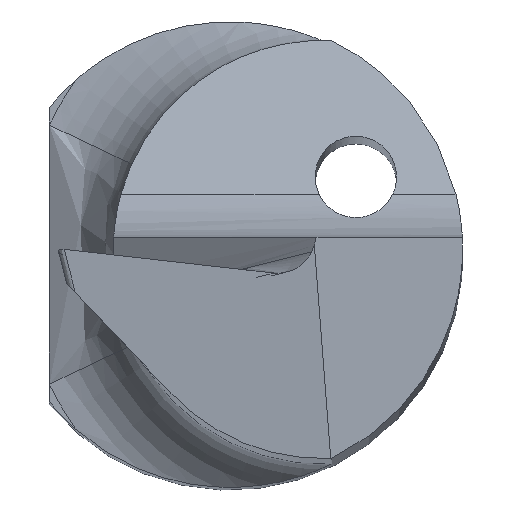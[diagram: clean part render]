
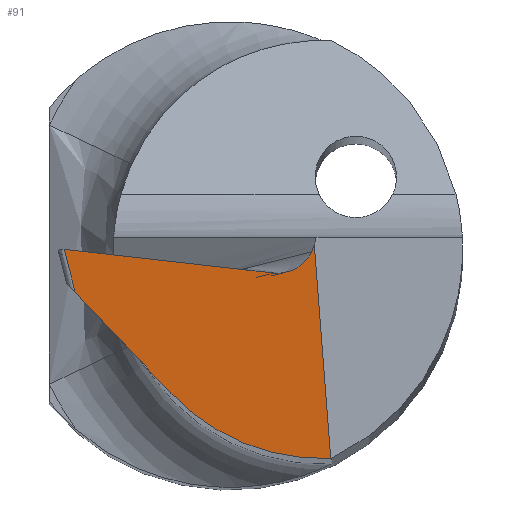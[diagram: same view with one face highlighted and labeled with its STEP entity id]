
A CAD part, top view. The second image highlights one B-rep face of the part: STEP entity #91.
In plain terms, the highlighted planar face has unit normal (0.122, -0.139, 0.983).
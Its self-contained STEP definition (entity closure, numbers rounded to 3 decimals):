
#6 = LINE ( 'NONE', #159, #750 ) ;
#11 = CARTESIAN_POINT ( 'NONE',  ( 0.677, -0.086, 41.727 ) ) ;
#13 = VERTEX_POINT ( 'NONE', #878 ) ;
#15 = VECTOR ( 'NONE', #248, 1000. ) ;
#27 = EDGE_LOOP ( 'NONE', ( #381, #228, #697, #752, #757, #33, #392 ) ) ;
#33 = ORIENTED_EDGE ( 'NONE', *, *, #164, .T. ) ;
#57 = PLANE ( 'NONE',  #230 ) ;
#82 = CARTESIAN_POINT ( 'NONE',  ( 0.38, -0.207, 41.747 ) ) ;
#87 = VERTEX_POINT ( 'NONE', #353 ) ;
#91 = ADVANCED_FACE ( 'NONE', ( #893 ), #57, .T. ) ;
#95 = VERTEX_POINT ( 'NONE', #136 ) ;
#110 = VECTOR ( 'NONE', #753, 1000. ) ;
#129 = CARTESIAN_POINT ( 'NONE',  ( 0.71, -0.005, 41.734 ) ) ;
#136 = CARTESIAN_POINT ( 'NONE',  ( 0.702, -0.024, 41.732 ) ) ;
#159 = CARTESIAN_POINT ( 'NONE',  ( -1.461, -0.233, 41.972 ) ) ;
#164 = EDGE_CURVE ( 'NONE', #826, #674, #819, .T. ) ;
#214 = CARTESIAN_POINT ( 'NONE',  ( -1.505, 0.1, 42.025 ) ) ;
#224 = EDGE_CURVE ( 'NONE', #748, #308, #629, .T. ) ;
#228 = ORIENTED_EDGE ( 'NONE', *, *, #378, .T. ) ;
#230 = AXIS2_PLACEMENT_3D ( 'NONE', #214, #654, #515 ) ;
#248 = DIRECTION ( 'NONE',  ( -0.243, 0.956, 0.166 ) ) ;
#269 = CARTESIAN_POINT ( 'NONE',  ( 0.38, -0.207, 41.747 ) ) ;
#270 = CARTESIAN_POINT ( 'NONE',  ( 0.867, -1.799, 41.461 ) ) ;
#277 = CARTESIAN_POINT ( 'NONE',  ( -0.144, -1.62, 41.612 ) ) ;
#305 = CARTESIAN_POINT ( 'NONE',  ( 0.445, -0.214, 41.738 ) ) ;
#307 = CARTESIAN_POINT ( 'NONE',  ( -50.758, 5.567, 48.936 ) ) ;
#308 = VERTEX_POINT ( 'NONE', #333 ) ;
#333 = CARTESIAN_POINT ( 'NONE',  ( 0.867, -1.799, 41.461 ) ) ;
#353 = CARTESIAN_POINT ( 'NONE',  ( -0.506, -1.239, 41.711 ) ) ;
#358 = CARTESIAN_POINT ( 'NONE',  ( 0.702, -0.024, 41.732 ) ) ;
#378 = EDGE_CURVE ( 'NONE', #87, #308, #520, .T. ) ;
#381 = ORIENTED_EDGE ( 'NONE', *, *, #553, .T. ) ;
#392 = ORIENTED_EDGE ( 'NONE', *, *, #618, .F. ) ;
#416 = CARTESIAN_POINT ( 'NONE',  ( 0.726, 0.033, 41.738 ) ) ;
#446 = EDGE_CURVE ( 'NONE', #748, #95, #623, .T. ) ;
#464 = B_SPLINE_CURVE_WITH_KNOTS ( 'NONE', 3,
 ( #585, #11, #529, #518, #305, #82 ),
 .UNSPECIFIED., .F., .F.,
 ( 4, 2, 4 ),
 ( 0., 0., 0. ),
 .UNSPECIFIED. ) ;
#484 = CARTESIAN_POINT ( 'NONE',  ( 0.705, 0.308, 41.779 ) ) ;
#512 = VECTOR ( 'NONE', #849, 1000. ) ;
#515 = DIRECTION ( 'NONE',  ( 0., -0.99, -0.14 ) ) ;
#517 = EDGE_CURVE ( 'NONE', #95, #826, #464, .T. ) ;
#518 = CARTESIAN_POINT ( 'NONE',  ( 0.512, -0.198, 41.732 ) ) ;
#520 =( BOUNDED_CURVE ( )  B_SPLINE_CURVE ( 3, ( #960, #277, #742, #270 ),
 .UNSPECIFIED., .F., .F. ) 
 B_SPLINE_CURVE_WITH_KNOTS ( ( 4, 4 ),
 ( 4.75, 5.599 ),
 .UNSPECIFIED. ) 
 CURVE ( )  GEOMETRIC_REPRESENTATION_ITEM ( )  RATIONAL_B_SPLINE_CURVE ( ( 1., 0.941, 0.941, 1. ) ) 
 REPRESENTATION_ITEM ( '' )  );
#529 = CARTESIAN_POINT ( 'NONE',  ( 0.627, -0.134, 41.726 ) ) ;
#553 = EDGE_CURVE ( 'NONE', #13, #87, #6, .T. ) ;
#565 = CARTESIAN_POINT ( 'NONE',  ( 0.726, 0.033, 41.738 ) ) ;
#585 = CARTESIAN_POINT ( 'NONE',  ( 0.702, -0.024, 41.732 ) ) ;
#596 = DIRECTION ( 'NONE',  ( 0.676, -0.713, -0.185 ) ) ;
#612 = LINE ( 'NONE', #921, #15 ) ;
#618 = EDGE_CURVE ( 'NONE', #13, #674, #612, .T. ) ;
#623 =( BOUNDED_CURVE ( )  B_SPLINE_CURVE ( 3, ( #565, #739, #129, #358 ),
 .UNSPECIFIED., .F., .F. ) 
 B_SPLINE_CURVE_WITH_KNOTS ( ( 4, 4 ),
 ( 5.292, 5.293 ),
 .UNSPECIFIED. ) 
 CURVE ( )  GEOMETRIC_REPRESENTATION_ITEM ( )  RATIONAL_B_SPLINE_CURVE ( ( 1., 1., 1., 1. ) ) 
 REPRESENTATION_ITEM ( '' )  );
#629 = LINE ( 'NONE', #484, #512 ) ;
#654 = DIRECTION ( 'NONE',  ( 0.122, -0.139, 0.983 ) ) ;
#674 = VERTEX_POINT ( 'NONE', #709 ) ;
#697 = ORIENTED_EDGE ( 'NONE', *, *, #224, .F. ) ;
#709 = CARTESIAN_POINT ( 'NONE',  ( -1.422, -0.003, 42. ) ) ;
#739 = CARTESIAN_POINT ( 'NONE',  ( 0.718, 0.014, 41.736 ) ) ;
#742 = CARTESIAN_POINT ( 'NONE',  ( 0.342, -1.818, 41.523 ) ) ;
#748 = VERTEX_POINT ( 'NONE', #416 ) ;
#750 = VECTOR ( 'NONE', #596, 1000. ) ;
#752 = ORIENTED_EDGE ( 'NONE', *, *, #446, .T. ) ;
#753 = DIRECTION ( 'NONE',  ( -0.984, 0.111, 0.138 ) ) ;
#757 = ORIENTED_EDGE ( 'NONE', *, *, #517, .T. ) ;
#819 = LINE ( 'NONE', #307, #110 ) ;
#826 = VERTEX_POINT ( 'NONE', #269 ) ;
#849 = DIRECTION ( 'NONE',  ( 0.076, -0.986, -0.149 ) ) ;
#878 = CARTESIAN_POINT ( 'NONE',  ( -1.328, -0.372, 41.936 ) ) ;
#893 = FACE_OUTER_BOUND ( 'NONE', #27, .T. ) ;
#921 = CARTESIAN_POINT ( 'NONE',  ( -1.452, 0.114, 42.02 ) ) ;
#960 = CARTESIAN_POINT ( 'NONE',  ( -0.506, -1.239, 41.711 ) ) ;
